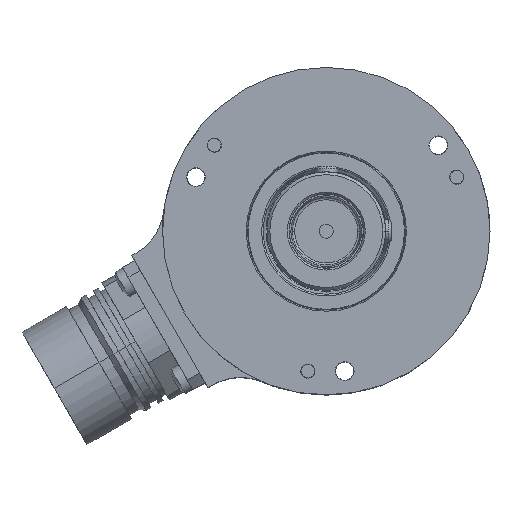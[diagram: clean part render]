
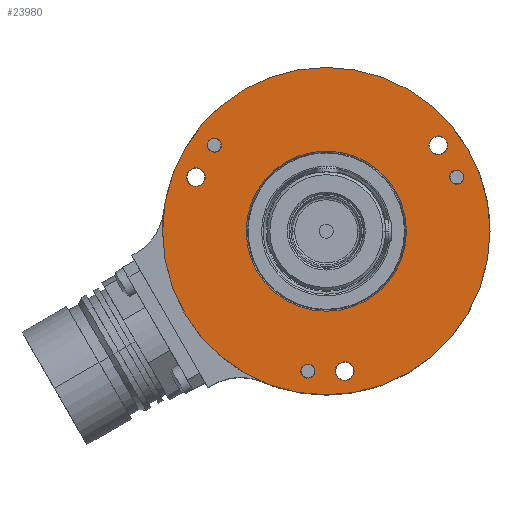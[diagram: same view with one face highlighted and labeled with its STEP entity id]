
A CAD part, top view. The second image highlights one B-rep face of the part: STEP entity #23980.
In plain terms, the highlighted planar face has unit normal (0, 0, 1).
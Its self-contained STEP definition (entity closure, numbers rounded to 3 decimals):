
#1773=CARTESIAN_POINT('',(0.,0.,18.));
#1774=DIRECTION('',(0.,0.,1.));
#1775=DIRECTION('',(1.,0.,0.));
#1776=AXIS2_PLACEMENT_3D('',#1773,#1774,#1775);
#1778=CARTESIAN_POINT('',(0.,0.,18.));
#1779=DIRECTION('',(0.,0.,1.));
#1780=DIRECTION('',(-1.,0.,0.));
#1781=AXIS2_PLACEMENT_3D('',#1778,#1779,#1780);
#1783=CARTESIAN_POINT('',(-19.834,15.219,18.));
#1784=DIRECTION('',(0.,0.,-1.));
#1785=DIRECTION('',(-0.793,0.609,0.));
#1786=AXIS2_PLACEMENT_3D('',#1783,#1784,#1785);
#1788=CARTESIAN_POINT('',(-19.834,15.219,18.));
#1789=DIRECTION('',(0.,0.,-1.));
#1790=DIRECTION('',(0.793,-0.609,0.));
#1791=AXIS2_PLACEMENT_3D('',#1788,#1789,#1790);
#1793=CARTESIAN_POINT('',(-3.263,-24.786,18.));
#1794=DIRECTION('',(0.,0.,-1.));
#1795=DIRECTION('',(-0.131,-0.991,0.));
#1796=AXIS2_PLACEMENT_3D('',#1793,#1794,#1795);
#1798=CARTESIAN_POINT('',(-3.263,-24.786,18.));
#1799=DIRECTION('',(0.,0.,-1.));
#1800=DIRECTION('',(0.131,0.991,0.));
#1801=AXIS2_PLACEMENT_3D('',#1798,#1799,#1800);
#1803=CARTESIAN_POINT('',(23.097,9.567,18.));
#1804=DIRECTION('',(0.,0.,-1.));
#1805=DIRECTION('',(0.924,0.383,0.));
#1806=AXIS2_PLACEMENT_3D('',#1803,#1804,#1805);
#1808=CARTESIAN_POINT('',(23.097,9.567,18.));
#1809=DIRECTION('',(0.,0.,-1.));
#1810=DIRECTION('',(-0.924,-0.383,0.));
#1811=AXIS2_PLACEMENT_3D('',#1808,#1809,#1810);
#1813=CARTESIAN_POINT('',(3.263,-24.786,18.));
#1814=DIRECTION('',(0.,0.,1.));
#1815=DIRECTION('',(0.,-1.,0.));
#1816=AXIS2_PLACEMENT_3D('',#1813,#1814,#1815);
#1818=CARTESIAN_POINT('',(3.263,-24.786,18.));
#1819=DIRECTION('',(0.,0.,1.));
#1820=DIRECTION('',(0.,1.,0.));
#1821=AXIS2_PLACEMENT_3D('',#1818,#1819,#1820);
#1823=CARTESIAN_POINT('',(19.834,15.219,18.));
#1824=DIRECTION('',(0.,0.,1.));
#1825=DIRECTION('',(0.,-1.,0.));
#1826=AXIS2_PLACEMENT_3D('',#1823,#1824,#1825);
#1828=CARTESIAN_POINT('',(19.834,15.219,18.));
#1829=DIRECTION('',(0.,0.,1.));
#1830=DIRECTION('',(0.,1.,0.));
#1831=AXIS2_PLACEMENT_3D('',#1828,#1829,#1830);
#1833=CARTESIAN_POINT('',(-23.097,9.567,18.));
#1834=DIRECTION('',(0.,0.,1.));
#1835=DIRECTION('',(0.,-1.,0.));
#1836=AXIS2_PLACEMENT_3D('',#1833,#1834,#1835);
#1838=CARTESIAN_POINT('',(-23.097,9.567,18.));
#1839=DIRECTION('',(0.,0.,1.));
#1840=DIRECTION('',(0.,1.,0.));
#1841=AXIS2_PLACEMENT_3D('',#1838,#1839,#1840);
#1843=CARTESIAN_POINT('',(0.,0.,18.));
#1844=DIRECTION('',(0.,0.,-1.));
#1845=DIRECTION('',(-1.,0.,0.));
#1846=AXIS2_PLACEMENT_3D('',#1843,#1844,#1845);
#1861=CARTESIAN_POINT('',(0.,0.,18.));
#1862=DIRECTION('',(0.,0.,-1.));
#1863=DIRECTION('',(1.,0.,0.));
#1864=AXIS2_PLACEMENT_3D('',#1861,#1862,#1863);
#18210=CARTESIAN_POINT('',(29.,0.,18.));
#18211=CARTESIAN_POINT('',(-29.,0.,18.));
#18212=VERTEX_POINT('',#18210);
#18213=VERTEX_POINT('',#18211);
#18294=CARTESIAN_POINT('',(-20.826,15.98,18.));
#18295=CARTESIAN_POINT('',(-18.842,14.458,18.));
#18296=VERTEX_POINT('',#18294);
#18297=VERTEX_POINT('',#18295);
#18298=CARTESIAN_POINT('',(-3.426,-26.025,18.));
#18299=CARTESIAN_POINT('',(-3.1,-23.547,18.));
#18300=VERTEX_POINT('',#18298);
#18301=VERTEX_POINT('',#18299);
#18302=CARTESIAN_POINT('',(24.252,10.045,18.));
#18303=CARTESIAN_POINT('',(21.942,9.089,18.));
#18304=VERTEX_POINT('',#18302);
#18305=VERTEX_POINT('',#18303);
#18404=CARTESIAN_POINT('',(14.188,0.,18.));
#18405=CARTESIAN_POINT('',(-14.188,0.,18.));
#18406=VERTEX_POINT('',#18404);
#18407=VERTEX_POINT('',#18405);
#18603=CARTESIAN_POINT('',(3.263,-26.436,18.));
#18604=CARTESIAN_POINT('',(3.263,-23.136,18.));
#18605=VERTEX_POINT('',#18603);
#18606=VERTEX_POINT('',#18604);
#18611=CARTESIAN_POINT('',(19.834,13.569,18.));
#18612=CARTESIAN_POINT('',(19.834,16.869,18.));
#18613=VERTEX_POINT('',#18611);
#18614=VERTEX_POINT('',#18612);
#18619=CARTESIAN_POINT('',(-23.097,7.917,18.));
#18620=CARTESIAN_POINT('',(-23.097,11.217,18.));
#18621=VERTEX_POINT('',#18619);
#18622=VERTEX_POINT('',#18620);
#23930=CARTESIAN_POINT('',(0.,0.,18.));
#23931=DIRECTION('',(0.,0.,1.));
#23932=DIRECTION('',(1.,0.,0.));
#23933=AXIS2_PLACEMENT_3D('',#23930,#23931,#23932);
#23934=PLANE('',#23933);
#23935=ORIENTED_EDGE('',*,*,#22803,.F.);
#23936=ORIENTED_EDGE('',*,*,#22762,.F.);
#23937=EDGE_LOOP('',(#23935,#23936));
#23938=FACE_OUTER_BOUND('',#23937,.F.);
#23940=ORIENTED_EDGE('',*,*,#23939,.F.);
#23942=ORIENTED_EDGE('',*,*,#23941,.F.);
#23943=EDGE_LOOP('',(#23940,#23942));
#23944=FACE_BOUND('',#23943,.F.);
#23946=ORIENTED_EDGE('',*,*,#23945,.F.);
#23948=ORIENTED_EDGE('',*,*,#23947,.F.);
#23949=EDGE_LOOP('',(#23946,#23948));
#23950=FACE_BOUND('',#23949,.F.);
#23952=ORIENTED_EDGE('',*,*,#23951,.F.);
#23954=ORIENTED_EDGE('',*,*,#23953,.F.);
#23955=EDGE_LOOP('',(#23952,#23954));
#23956=FACE_BOUND('',#23955,.F.);
#23958=ORIENTED_EDGE('',*,*,#23957,.F.);
#23960=ORIENTED_EDGE('',*,*,#23959,.F.);
#23961=EDGE_LOOP('',(#23958,#23960));
#23962=FACE_BOUND('',#23961,.F.);
#23964=ORIENTED_EDGE('',*,*,#23963,.T.);
#23966=ORIENTED_EDGE('',*,*,#23965,.T.);
#23967=EDGE_LOOP('',(#23964,#23966));
#23968=FACE_BOUND('',#23967,.F.);
#23970=ORIENTED_EDGE('',*,*,#23969,.T.);
#23972=ORIENTED_EDGE('',*,*,#23971,.T.);
#23973=EDGE_LOOP('',(#23970,#23972));
#23974=FACE_BOUND('',#23973,.F.);
#23975=ORIENTED_EDGE('',*,*,#23920,.T.);
#23977=ORIENTED_EDGE('',*,*,#23976,.T.);
#23978=EDGE_LOOP('',(#23975,#23977));
#23979=FACE_BOUND('',#23978,.F.);
#1777=CIRCLE('',#1776,29.);
#1782=CIRCLE('',#1781,29.);
#1787=CIRCLE('',#1786,1.25);
#1792=CIRCLE('',#1791,1.25);
#1797=CIRCLE('',#1796,1.25);
#1802=CIRCLE('',#1801,1.25);
#1807=CIRCLE('',#1806,1.25);
#1812=CIRCLE('',#1811,1.25);
#1817=CIRCLE('',#1816,1.65);
#1822=CIRCLE('',#1821,1.65);
#1827=CIRCLE('',#1826,1.65);
#1832=CIRCLE('',#1831,1.65);
#1837=CIRCLE('',#1836,1.65);
#1842=CIRCLE('',#1841,1.65);
#1847=CIRCLE('',#1846,14.188);
#1865=CIRCLE('',#1864,14.188);
#22762=EDGE_CURVE('',#18213,#18212,#1782,.T.);
#22803=EDGE_CURVE('',#18212,#18213,#1777,.T.);
#23920=EDGE_CURVE('',#18621,#18622,#1837,.T.);
#23939=EDGE_CURVE('',#18407,#18406,#1847,.T.);
#23941=EDGE_CURVE('',#18406,#18407,#1865,.T.);
#23945=EDGE_CURVE('',#18296,#18297,#1787,.T.);
#23947=EDGE_CURVE('',#18297,#18296,#1792,.T.);
#23951=EDGE_CURVE('',#18300,#18301,#1797,.T.);
#23953=EDGE_CURVE('',#18301,#18300,#1802,.T.);
#23957=EDGE_CURVE('',#18304,#18305,#1807,.T.);
#23959=EDGE_CURVE('',#18305,#18304,#1812,.T.);
#23963=EDGE_CURVE('',#18605,#18606,#1817,.T.);
#23965=EDGE_CURVE('',#18606,#18605,#1822,.T.);
#23969=EDGE_CURVE('',#18613,#18614,#1827,.T.);
#23971=EDGE_CURVE('',#18614,#18613,#1832,.T.);
#23976=EDGE_CURVE('',#18622,#18621,#1842,.T.);
#23980=ADVANCED_FACE('',(#23938,#23944,#23950,#23956,#23962,#23968,#23974,
#23979),#23934,.T.);
